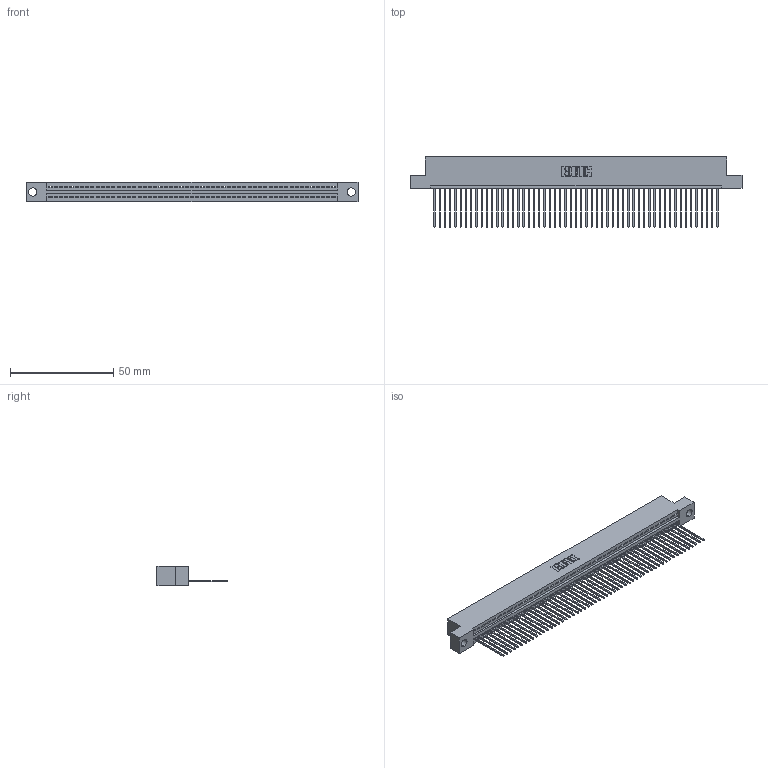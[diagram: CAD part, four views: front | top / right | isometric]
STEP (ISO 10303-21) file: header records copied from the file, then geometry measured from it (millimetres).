
FILE_DESCRIPTION (( 'STEP AP203' ), '1' );
FILE_NAME ('345-055-541-104.STEP', '2019-10-10T03:18:12', ( '' ), ( '' ), 'SwSTEP 2.0', 'SolidWorks 2016', '' );
FILE_SCHEMA (( 'CONFIG_CONTROL_DESIGN' ));
Length unit declared in the file: inch
Products named in the file (3): 345-055-541-104; 345 Part_Flush Mounting Lugs - 0.156 Dia-TH; 345-292-001_345-293-141
Assembly tree (56 placements, depth 2):
  345-055-541-104
    345 Part_Flush Mounting Lugs - 0.156 Dia-TH
    345-292-001_345-293-141  x55
Bounding box: 160.91 x 33.96 x 9.4 mm (x, y, z)
Volume: 15483.4 mm3; surface area: 21629.4 mm2
Topology: 56 solids, 56 shells, 3316 faces, 10021 edges, 6606 vertices
Faces by surface type: plane 2280, cylinder 1036
Entity records: 39665 total; most frequent: CARTESIAN_POINT 6877, ORIENTED_EDGE 6866, DIRECTION 5987, EDGE_CURVE 3433, VECTOR 3081, LINE 3081, VERTEX_POINT 2286, AXIS2_PLACEMENT_3D 1453
